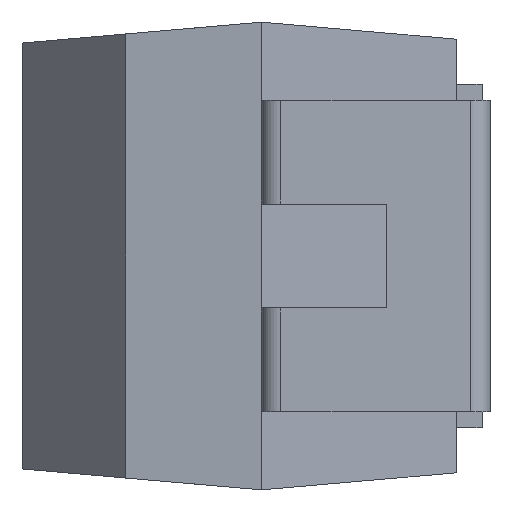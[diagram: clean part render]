
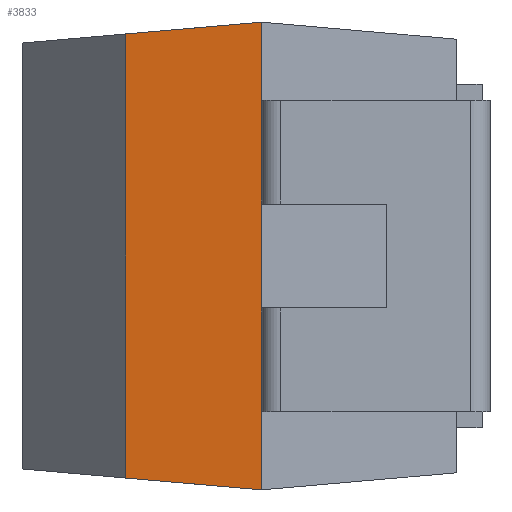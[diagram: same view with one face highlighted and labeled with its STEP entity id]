
A CAD part, left-side view. The second image highlights one B-rep face of the part: STEP entity #3833.
In plain terms, the highlighted face is planar.
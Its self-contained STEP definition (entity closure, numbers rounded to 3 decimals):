
#1 = DIRECTION ( 'NONE',  ( -0.087, 0.996, 0. ) ) ;
#136 = LINE ( 'NONE', #3739, #2547 ) ;
#235 = EDGE_LOOP ( 'NONE', ( #1241, #708, #3462, #3727 ) ) ;
#292 = VERTEX_POINT ( 'NONE', #1602 ) ;
#321 = LINE ( 'NONE', #1035, #1687 ) ;
#335 = LINE ( 'NONE', #801, #389 ) ;
#389 = VECTOR ( 'NONE', #1498, 1000. ) ;
#433 = VECTOR ( 'NONE', #810, 1000. ) ;
#547 = AXIS2_PLACEMENT_3D ( 'NONE', #3819, #3847, #1 ) ;
#583 = EDGE_CURVE ( 'NONE', #3723, #2651, #321, .T. ) ;
#708 = ORIENTED_EDGE ( 'NONE', *, *, #3492, .T. ) ;
#801 = CARTESIAN_POINT ( 'NONE',  ( 1.57, 0., 0.9 ) ) ;
#810 = DIRECTION ( 'NONE',  ( 0., 0., 1. ) ) ;
#1035 = CARTESIAN_POINT ( 'NONE',  ( 1.57, 0., -0.9 ) ) ;
#1099 = VERTEX_POINT ( 'NONE', #2117 ) ;
#1241 = ORIENTED_EDGE ( 'NONE', *, *, #583, .F. ) ;
#1351 = DIRECTION ( 'NONE',  ( 0.087, -0.992, -0.087 ) ) ;
#1498 = DIRECTION ( 'NONE',  ( 0.087, -0.992, 0.087 ) ) ;
#1602 = CARTESIAN_POINT ( 'NONE',  ( 1.57, 0., 0.9 ) ) ;
#1687 = VECTOR ( 'NONE', #1351, 1000. ) ;
#2117 = CARTESIAN_POINT ( 'NONE',  ( 1.524, 0.522, 0.854 ) ) ;
#2186 = PLANE ( 'NONE',  #547 ) ;
#2547 = VECTOR ( 'NONE', #4029, 1000. ) ;
#2638 = FACE_OUTER_BOUND ( 'NONE', #235, .T. ) ;
#2651 = VERTEX_POINT ( 'NONE', #3799 ) ;
#3187 = EDGE_CURVE ( 'NONE', #1099, #292, #335, .T. ) ;
#3442 = EDGE_CURVE ( 'NONE', #292, #2651, #136, .T. ) ;
#3462 = ORIENTED_EDGE ( 'NONE', *, *, #3187, .T. ) ;
#3492 = EDGE_CURVE ( 'NONE', #3723, #1099, #4050, .T. ) ;
#3721 = CARTESIAN_POINT ( 'NONE',  ( 1.524, 0.522, -0.854 ) ) ;
#3723 = VERTEX_POINT ( 'NONE', #3721 ) ;
#3727 = ORIENTED_EDGE ( 'NONE', *, *, #3442, .T. ) ;
#3739 = CARTESIAN_POINT ( 'NONE',  ( 1.57, 0., 0.9 ) ) ;
#3799 = CARTESIAN_POINT ( 'NONE',  ( 1.57, 0., -0.9 ) ) ;
#3819 = CARTESIAN_POINT ( 'NONE',  ( 1.57, 0., 0.9 ) ) ;
#3833 = ADVANCED_FACE ( 'NONE', ( #2638 ), #2186, .T. ) ;
#3847 = DIRECTION ( 'NONE',  ( 0.996, 0.087, 0. ) ) ;
#3869 = CARTESIAN_POINT ( 'NONE',  ( 1.524, 0.522, 0.82 ) ) ;
#4029 = DIRECTION ( 'NONE',  ( 0., 0., -1. ) ) ;
#4050 = LINE ( 'NONE', #3869, #433 ) ;
